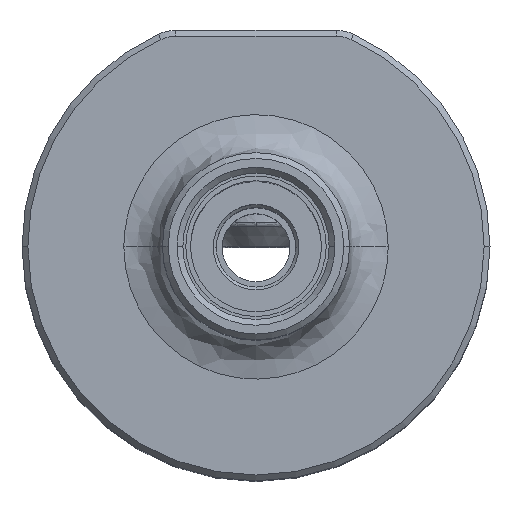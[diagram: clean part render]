
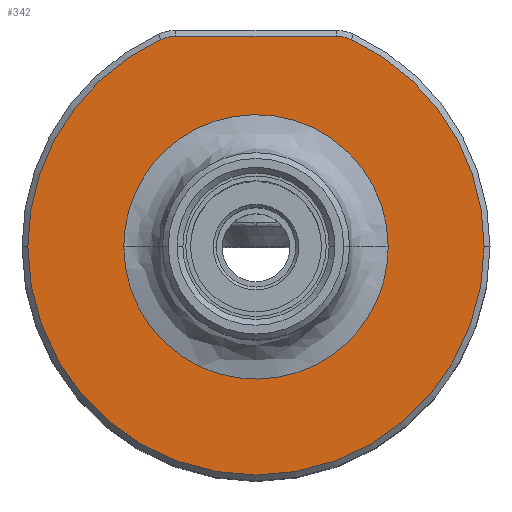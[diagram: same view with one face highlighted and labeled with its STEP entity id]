
A CAD part, top view. The second image highlights one B-rep face of the part: STEP entity #342.
In plain terms, the highlighted planar face has unit normal (0, 0, 1).
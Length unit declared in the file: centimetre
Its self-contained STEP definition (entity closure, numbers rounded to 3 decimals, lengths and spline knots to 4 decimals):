
#85 = VERTEX_POINT ( 'NONE', #1809 ) ;
#95 = VERTEX_POINT ( 'NONE', #1793 ) ;
#117 = VERTEX_POINT ( 'NONE', #1609 ) ;
#187 = EDGE_CURVE ( 'NONE', #1701, #1677, #2532, .T. ) ;
#188 = EDGE_CURVE ( 'NONE', #85, #95, #3000, .T. ) ;
#206 = EDGE_CURVE ( 'NONE', #1694, #1662, #3032, .T. ) ;
#230 = EDGE_CURVE ( 'NONE', #117, #1694, #3067, .T. ) ;
#251 = EDGE_CURVE ( 'NONE', #1668, #85, #3097, .T. ) ;
#342 = ADVANCED_FACE ( 'NONE', ( #3536, #3541 ), #584, .F. ) ;
#578 = CARTESIAN_POINT ( 'NONE',  ( 0., 0., 0.8636 ) ) ;
#584 = PLANE ( 'NONE',  #3340 ) ;
#586 = DIRECTION ( 'NONE',  ( 0., 0., -1. ) ) ;
#587 = DIRECTION ( 'NONE',  ( -1., 0., 0. ) ) ;
#638 = CARTESIAN_POINT ( 'NONE',  ( 0.4953, 0., 0.8636 ) ) ;
#649 = CARTESIAN_POINT ( 'NONE',  ( -0.4953, 0., 0.8636 ) ) ;
#662 = CARTESIAN_POINT ( 'NONE',  ( 0.287, 0., 0.8636 ) ) ;
#683 = CARTESIAN_POINT ( 'NONE',  ( 0.2063, 0.4503, 0.8636 ) ) ;
#692 = CARTESIAN_POINT ( 'NONE',  ( -0.287, 0., 0.8636 ) ) ;
#728 = DIRECTION ( 'NONE',  ( -1., 0., 0. ) ) ;
#781 = DIRECTION ( 'NONE',  ( 0., 0., -1. ) ) ;
#808 = CARTESIAN_POINT ( 'NONE',  ( 0.1746, 0.381, 0.8636 ) ) ;
#1015 = CIRCLE ( 'NONE', #3419, 0.4953 ) ;
#1229 = CARTESIAN_POINT ( 'NONE',  ( 0., 0., 0.8636 ) ) ;
#1230 = DIRECTION ( 'NONE',  ( 0., 0., -1. ) ) ;
#1231 = DIRECTION ( 'NONE',  ( -1., 0., 0. ) ) ;
#1382 = LINE ( 'NONE', #2389, #1385 ) ;
#1385 = VECTOR ( 'NONE', #2390, 100. ) ;
#1458 = CARTESIAN_POINT ( 'NONE',  ( 0., 0., 0.8636 ) ) ;
#1503 = DIRECTION ( 'NONE',  ( -1., 0., 0. ) ) ;
#1513 = DIRECTION ( 'NONE',  ( 0., 0., -1. ) ) ;
#1571 = DIRECTION ( 'NONE',  ( -1., 0., 0. ) ) ;
#1572 = DIRECTION ( 'NONE',  ( 0., 0., -1. ) ) ;
#1573 = CARTESIAN_POINT ( 'NONE',  ( -0.1746, 0.381, 0.8636 ) ) ;
#1577 = CARTESIAN_POINT ( 'NONE',  ( 0.287, 0., 0.8636 ) ) ;
#1578 = CARTESIAN_POINT ( 'NONE',  ( -0.287, 0., 0.8636 ) ) ;
#1579 = CARTESIAN_POINT ( 'NONE',  ( -0.287, -0.574, 0.8636 ) ) ;
#1588 = CARTESIAN_POINT ( 'NONE',  ( 0.287, -0.574, 0.8636 ) ) ;
#1609 = CARTESIAN_POINT ( 'NONE',  ( 0.1746, 0.4572, 0.8636 ) ) ;
#1637 = EDGE_LOOP ( 'NONE', ( #2993, #2994 ) ) ;
#1662 = VERTEX_POINT ( 'NONE', #638 ) ;
#1668 = VERTEX_POINT ( 'NONE', #649 ) ;
#1677 = VERTEX_POINT ( 'NONE', #662 ) ;
#1694 = VERTEX_POINT ( 'NONE', #683 ) ;
#1701 = VERTEX_POINT ( 'NONE', #692 ) ;
#1731 = EDGE_LOOP ( 'NONE', ( #2987, #2988, #2989, #2990, #2991, #2992 ) ) ;
#1793 = CARTESIAN_POINT ( 'NONE',  ( -0.1746, 0.4572, 0.8636 ) ) ;
#1809 = CARTESIAN_POINT ( 'NONE',  ( -0.2063, 0.4503, 0.8636 ) ) ;
#1873 = DIRECTION ( 'NONE',  ( 0., 0., -1. ) ) ;
#1899 = CARTESIAN_POINT ( 'NONE',  ( 0., 0., 0.8636 ) ) ;
#1907 = DIRECTION ( 'NONE',  ( -1., 0., 0. ) ) ;
#2156 = CARTESIAN_POINT ( 'NONE',  ( 0.287, 0.574, 0.8636 ) ) ;
#2157 = CARTESIAN_POINT ( 'NONE',  ( 0.287, 0., 0.8636 ) ) ;
#2160 = CARTESIAN_POINT ( 'NONE',  ( -0.287, 0.574, 0.8636 ) ) ;
#2161 = CARTESIAN_POINT ( 'NONE',  ( -0.287, 0., 0.8636 ) ) ;
#2389 = CARTESIAN_POINT ( 'NONE',  ( 0., 0.4572, 0.8636 ) ) ;
#2390 = DIRECTION ( 'NONE',  ( 1., 0., 0. ) ) ;
#2532 =( BOUNDED_CURVE ( )  B_SPLINE_CURVE ( 3, ( #1578, #1579, #1588, #1577 ),
 .UNSPECIFIED., .F., .T. ) 
 B_SPLINE_CURVE_WITH_KNOTS ( ( 4, 4 ),
 ( 0.5, 1. ),
 .UNSPECIFIED. ) 
 CURVE ( )  GEOMETRIC_REPRESENTATION_ITEM ( )  RATIONAL_B_SPLINE_CURVE ( ( 1., 0.333, 0.333, 1. ) ) 
 REPRESENTATION_ITEM ( '' )  );
#2569 =( BOUNDED_CURVE ( )  B_SPLINE_CURVE ( 3, ( #2157, #2156, #2160, #2161 ),
 .UNSPECIFIED., .F., .F. ) 
 B_SPLINE_CURVE_WITH_KNOTS ( ( 4, 4 ),
 ( 0., 0.5 ),
 .UNSPECIFIED. ) 
 CURVE ( )  GEOMETRIC_REPRESENTATION_ITEM ( )  RATIONAL_B_SPLINE_CURVE ( ( 1., 0.333, 0.333, 1. ) ) 
 REPRESENTATION_ITEM ( '' )  );
#2653 = EDGE_CURVE ( 'NONE', #1662, #1668, #1015, .T. ) ;
#2716 = EDGE_CURVE ( 'NONE', #1677, #1701, #2569, .T. ) ;
#2794 = EDGE_CURVE ( 'NONE', #95, #117, #1382, .T. ) ;
#2822 = AXIS2_PLACEMENT_3D ( 'NONE', #1573, #1572, #1571 ) ;
#2832 = AXIS2_PLACEMENT_3D ( 'NONE', #1458, #1513, #1503 ) ;
#2838 = AXIS2_PLACEMENT_3D ( 'NONE', #808, #781, #728 ) ;
#2848 = AXIS2_PLACEMENT_3D ( 'NONE', #1899, #1873, #1907 ) ;
#2987 = ORIENTED_EDGE ( 'NONE', *, *, #206, .F. ) ;
#2988 = ORIENTED_EDGE ( 'NONE', *, *, #230, .F. ) ;
#2989 = ORIENTED_EDGE ( 'NONE', *, *, #2794, .F. ) ;
#2990 = ORIENTED_EDGE ( 'NONE', *, *, #188, .F. ) ;
#2991 = ORIENTED_EDGE ( 'NONE', *, *, #251, .F. ) ;
#2992 = ORIENTED_EDGE ( 'NONE', *, *, #2653, .F. ) ;
#2993 = ORIENTED_EDGE ( 'NONE', *, *, #187, .F. ) ;
#2994 = ORIENTED_EDGE ( 'NONE', *, *, #2716, .F. ) ;
#3000 = CIRCLE ( 'NONE', #2822, 0.0762 ) ;
#3032 = CIRCLE ( 'NONE', #2832, 0.4953 ) ;
#3067 = CIRCLE ( 'NONE', #2838, 0.0762 ) ;
#3097 = CIRCLE ( 'NONE', #2848, 0.4953 ) ;
#3340 = AXIS2_PLACEMENT_3D ( 'NONE', #578, #586, #587 ) ;
#3419 = AXIS2_PLACEMENT_3D ( 'NONE', #1229, #1230, #1231 ) ;
#3536 = FACE_OUTER_BOUND ( 'NONE', #1731, .T. ) ;
#3541 = FACE_BOUND ( 'NONE', #1637, .T. ) ;
